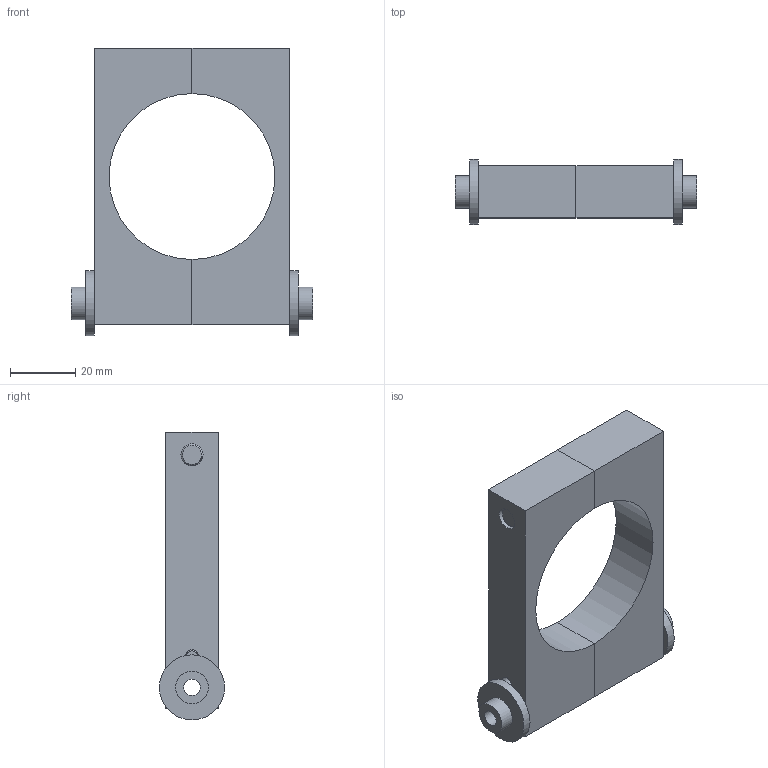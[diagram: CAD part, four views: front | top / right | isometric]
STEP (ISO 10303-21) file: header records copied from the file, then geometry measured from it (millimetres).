
FILE_DESCRIPTION(/* description */ (''),/* implementation_level */ '2;1');
FILE_NAME(/* name */ 'KlemZitjeVooraan-eenvoudig v4.step',/* time_stamp */ '2017-12-11T16:36:20+01:00',/* author */ ('MathieuSnoeck'),/* organization */ (''),/* preprocessor_version */ 'ST-DEVELOPER v16.13',/* originating_system */ 'Autodesk Translation Framework v6.5.0.72',/* authorisation */ '');
FILE_SCHEMA (('AUTOMOTIVE_DESIGN { 1 0 10303 214 3 1 1 }'));
Length unit declared in the file: millimetre
Products named in the file (7): KlemZitjeVooraan-eenvoudig; Component1; Component2; Component3; Component4; 91290A262; 91290A448
Assembly tree (6 placements, depth 2):
  KlemZitjeVooraan-eenvoudig
    Component1
    Component2
    Component3
    Component4
    91290A262
    91290A448
Bounding box: 74.4 x 20 x 88.5 mm (x, y, z)
Volume: 49206.7 mm3; surface area: 24194.8 mm2
Topology: 6 solids, 6 shells, 196 faces, 517 edges, 345 vertices
Faces by surface type: cylinder 124, plane 48, cone 20, bspline 4
Full cylindrical faces by diameter (mm): 3.961 x26, 4.234 x1, 5 x30, 6 x2, 6.376 x21, 6.779 x1, 8 x23, 8.5 x2, 10 x6, 13 x2, 20 x2
Entity records: 18121 total; most frequent: CARTESIAN_POINT 13401, ORIENTED_EDGE 1034, DIRECTION 802, EDGE_CURVE 517, VERTEX_POINT 345, AXIS2_PLACEMENT_3D 310, EDGE_LOOP 224, B_SPLINE_CURVE_WITH_KNOTS 218
